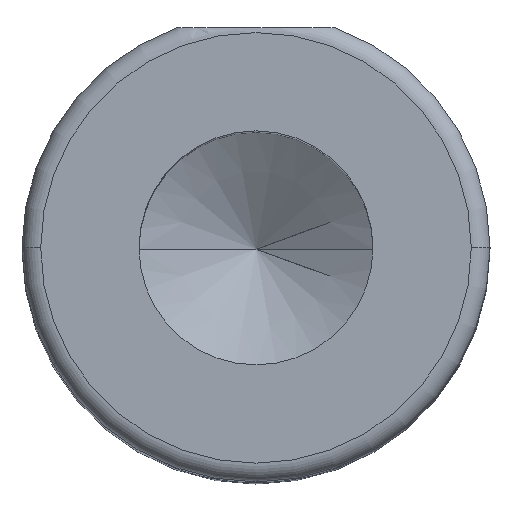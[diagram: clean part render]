
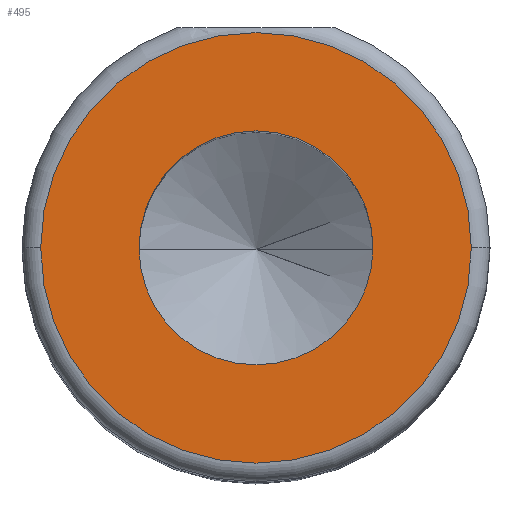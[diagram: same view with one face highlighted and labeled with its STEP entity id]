
A CAD part, top view. The second image highlights one B-rep face of the part: STEP entity #495.
In plain terms, the highlighted planar face has unit normal (0, 0, 1).
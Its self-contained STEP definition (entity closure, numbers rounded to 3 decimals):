
#22 = CARTESIAN_POINT ( 'NONE',  ( -1.25, 0., 7.5 ) ) ;
#47 = VERTEX_POINT ( 'NONE', #1182 ) ;
#59 = CARTESIAN_POINT ( 'NONE',  ( 0., 0., 7.5 ) ) ;
#75 = ORIENTED_EDGE ( 'NONE', *, *, #197, .F. ) ;
#95 = VERTEX_POINT ( 'NONE', #654 ) ;
#159 = DIRECTION ( 'NONE',  ( 1., 0., 0. ) ) ;
#197 = EDGE_CURVE ( 'NONE', #550, #95, #926, .T. ) ;
#206 = CIRCLE ( 'NONE', #584, 2.3 ) ;
#235 = DIRECTION ( 'NONE',  ( 0., 0., 1. ) ) ;
#241 = CIRCLE ( 'NONE', #558, 1.25 ) ;
#263 = VERTEX_POINT ( 'NONE', #394 ) ;
#288 = DIRECTION ( 'NONE',  ( 1., 0., 0. ) ) ;
#316 = AXIS2_PLACEMENT_3D ( 'NONE', #663, #852, #288 ) ;
#326 = EDGE_CURVE ( 'NONE', #263, #47, #206, .T. ) ;
#394 = CARTESIAN_POINT ( 'NONE',  ( 2.3, 0., 7.5 ) ) ;
#480 = CARTESIAN_POINT ( 'NONE',  ( 0., 0., 7.5 ) ) ;
#491 = ORIENTED_EDGE ( 'NONE', *, *, #1020, .F. ) ;
#495 = ADVANCED_FACE ( 'NONE', ( #619, #581 ), #842, .T. ) ;
#531 = CARTESIAN_POINT ( 'NONE',  ( 0., 0., 7.5 ) ) ;
#550 = VERTEX_POINT ( 'NONE', #22 ) ;
#558 = AXIS2_PLACEMENT_3D ( 'NONE', #531, #1202, #624 ) ;
#571 = DIRECTION ( 'NONE',  ( 1., 0., 0. ) ) ;
#581 = FACE_OUTER_BOUND ( 'NONE', #829, .T. ) ;
#584 = AXIS2_PLACEMENT_3D ( 'NONE', #796, #235, #896 ) ;
#619 = FACE_BOUND ( 'NONE', #850, .T. ) ;
#624 = DIRECTION ( 'NONE',  ( 1., 0., 0. ) ) ;
#654 = CARTESIAN_POINT ( 'NONE',  ( 1.25, 0., 7.5 ) ) ;
#663 = CARTESIAN_POINT ( 'NONE',  ( 0., 0., 7.5 ) ) ;
#687 = AXIS2_PLACEMENT_3D ( 'NONE', #59, #725, #159 ) ;
#725 = DIRECTION ( 'NONE',  ( 0., 0., 1. ) ) ;
#780 = AXIS2_PLACEMENT_3D ( 'NONE', #480, #1144, #571 ) ;
#796 = CARTESIAN_POINT ( 'NONE',  ( 0., 0., 7.5 ) ) ;
#829 = EDGE_LOOP ( 'NONE', ( #914, #920 ) ) ;
#842 = PLANE ( 'NONE',  #316 ) ;
#850 = EDGE_LOOP ( 'NONE', ( #491, #75 ) ) ;
#852 = DIRECTION ( 'NONE',  ( 0., 0., 1. ) ) ;
#896 = DIRECTION ( 'NONE',  ( 1., 0., 0. ) ) ;
#914 = ORIENTED_EDGE ( 'NONE', *, *, #326, .T. ) ;
#920 = ORIENTED_EDGE ( 'NONE', *, *, #1030, .T. ) ;
#926 = CIRCLE ( 'NONE', #780, 1.25 ) ;
#960 = CIRCLE ( 'NONE', #687, 2.3 ) ;
#1020 = EDGE_CURVE ( 'NONE', #95, #550, #241, .T. ) ;
#1030 = EDGE_CURVE ( 'NONE', #47, #263, #960, .T. ) ;
#1144 = DIRECTION ( 'NONE',  ( 0., 0., 1. ) ) ;
#1182 = CARTESIAN_POINT ( 'NONE',  ( -2.3, 0., 7.5 ) ) ;
#1202 = DIRECTION ( 'NONE',  ( 0., 0., 1. ) ) ;
